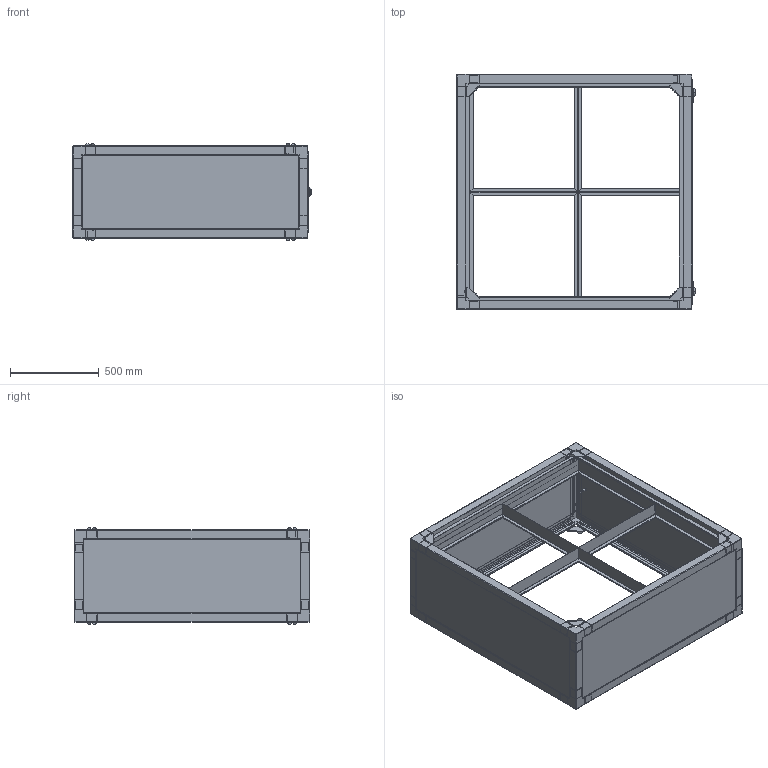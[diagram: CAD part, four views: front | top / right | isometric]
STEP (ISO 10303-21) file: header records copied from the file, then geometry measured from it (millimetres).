
FILE_DESCRIPTION (( 'STEP AP203' ), '1' );
FILE_NAME ('Gr.2_Filtergehäuse.STEP', '2020-03-06T07:52:43', ( '' ), ( '' ), 'SwSTEP 2.0', 'SolidWorks 2019', '' );
FILE_SCHEMA (( 'CONFIG_CONTROL_DESIGN' ));
Products named in the file (1): Gr.2_Filtergehäuse
Bounding box: 1343.23 x 1325 x 543.92 mm (x, y, z)
Volume: 34387926.5 mm3; surface area: 16111541.5 mm2
Topology: 43 solids, 43 shells, 2515 faces, 6245 edges, 3806 vertices
Faces by surface type: plane 1592, cylinder 753, bspline 104, torus 50, cone 12, sphere 4
Entity records: 79301 total; most frequent: CARTESIAN_POINT 22071, ORIENTED_EDGE 12418, DIRECTION 11044, EDGE_CURVE 6209, LINE 4406, VECTOR 4406, VERTEX_POINT 3802, AXIS2_PLACEMENT_3D 3319
